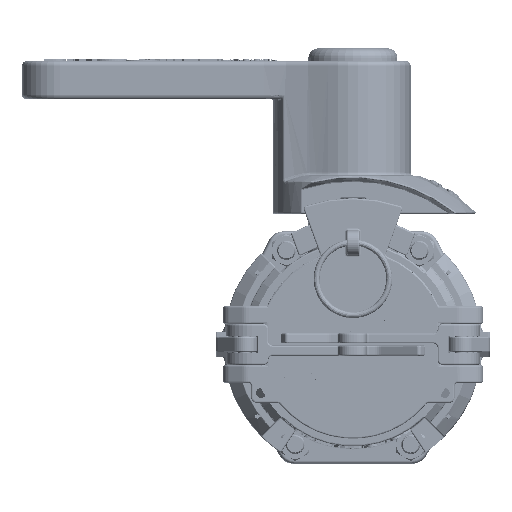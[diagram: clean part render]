
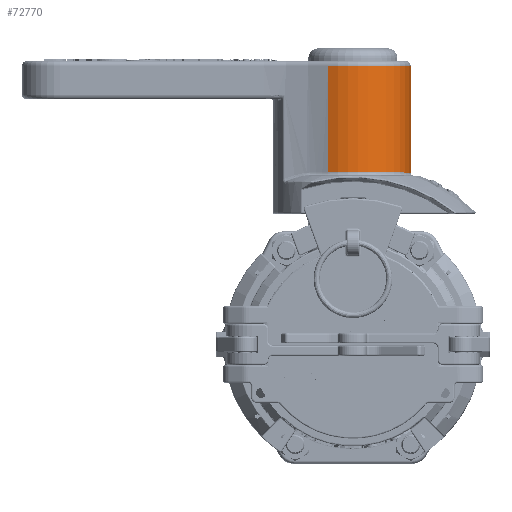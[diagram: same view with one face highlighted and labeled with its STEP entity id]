
A CAD part, top view. The second image highlights one B-rep face of the part: STEP entity #72770.
In plain terms, the highlighted cylindrical face has radius 28.892 mm (diameter 57.785 mm), a partial arc.
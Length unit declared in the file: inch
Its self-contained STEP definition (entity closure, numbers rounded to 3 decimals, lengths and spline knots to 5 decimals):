
#2362=LINE('',#163516,#8118);
#2366=LINE('',#165334,#8122);
#8118=VECTOR('',#88261,0.3937);
#8122=VECTOR('',#88723,0.3937);
#14511=CYLINDRICAL_SURFACE('',#78415,1.1375);
#17292=FACE_OUTER_BOUND('',#21936,.T.);
#21936=EDGE_LOOP('',(#55789,#55790,#55791,#55792));
#26621=CIRCLE('',#78411,1.1375);
#26624=CIRCLE('',#78416,1.1375);
#33033=VERTEX_POINT('',#163513);
#33034=VERTEX_POINT('',#163515);
#33343=VERTEX_POINT('',#165294);
#33347=VERTEX_POINT('',#165333);
#41241=EDGE_CURVE('',#33033,#33034,#2362,.T.);
#41570=EDGE_CURVE('',#33343,#33033,#26621,.T.);
#41574=EDGE_CURVE('',#33347,#33343,#2366,.T.);
#41575=EDGE_CURVE('',#33034,#33347,#26624,.T.);
#55789=ORIENTED_EDGE('',*,*,#41570,.F.);
#55790=ORIENTED_EDGE('',*,*,#41574,.F.);
#55791=ORIENTED_EDGE('',*,*,#41575,.F.);
#55792=ORIENTED_EDGE('',*,*,#41241,.F.);
#72770=ADVANCED_FACE('',(#17292),#14511,.T.);
#78411=AXIS2_PLACEMENT_3D('',#165303,#88713,#88714);
#78415=AXIS2_PLACEMENT_3D('',#165332,#88721,#88722);
#78416=AXIS2_PLACEMENT_3D('',#165335,#88724,#88725);
#88261=DIRECTION('',(0.,1.,0.));
#88713=DIRECTION('center_axis',(0.,-1.,0.));
#88714=DIRECTION('ref_axis',(-1.,0.,0.));
#88721=DIRECTION('center_axis',(0.,1.,0.));
#88722=DIRECTION('ref_axis',(0.752,0.,0.659));
#88723=DIRECTION('',(0.,-1.,0.));
#88724=DIRECTION('center_axis',(0.,1.,0.));
#88725=DIRECTION('ref_axis',(-1.,0.,0.));
#163513=CARTESIAN_POINT('',(0.48064,0.81,-1.03097));
#163515=CARTESIAN_POINT('',(0.48064,2.91,-1.03097));
#163516=CARTESIAN_POINT('',(0.48064,0.,-1.03097));
#165294=CARTESIAN_POINT('',(0.48064,0.81,1.03097));
#165303=CARTESIAN_POINT('Origin',(0.,0.81,0.));
#165332=CARTESIAN_POINT('Origin',(0.,0.,
0.));
#165333=CARTESIAN_POINT('',(0.48064,2.91,1.03097));
#165334=CARTESIAN_POINT('',(0.48064,0.,1.03097));
#165335=CARTESIAN_POINT('Origin',(0.,2.91,0.));
